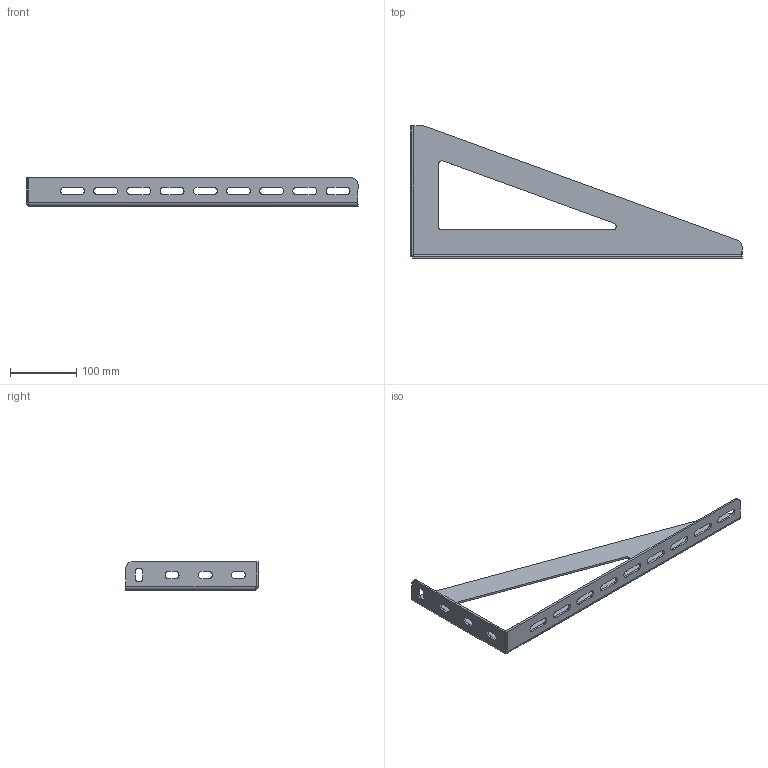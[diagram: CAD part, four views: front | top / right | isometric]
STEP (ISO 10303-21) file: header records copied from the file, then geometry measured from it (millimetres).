
FILE_DESCRIPTION (( 'STEP AP203' ), '1' );
FILE_NAME ('T84107.STEP', '2018-09-18T08:24:29', ( '' ), ( '' ), 'SwSTEP 2.0', 'SolidWorks 2016', '' );
FILE_SCHEMA (( 'CONFIG_CONTROL_DESIGN' ));
Length unit declared in the file: millimetre
Products named in the file (1): T84107
Bounding box: 500 x 200 x 43 mm (x, y, z)
Volume: 194679.6 mm3; surface area: 138909.6 mm2
Topology: 1 solids, 1 shells, 87 faces, 239 edges, 154 vertices
Faces by surface type: plane 46, cylinder 39, bspline 2
Entity records: 2989 total; most frequent: CARTESIAN_POINT 598, ORIENTED_EDGE 478, DIRECTION 478, EDGE_CURVE 239, AXIS2_PLACEMENT_3D 160, LINE 158, VECTOR 158, VERTEX_POINT 154
